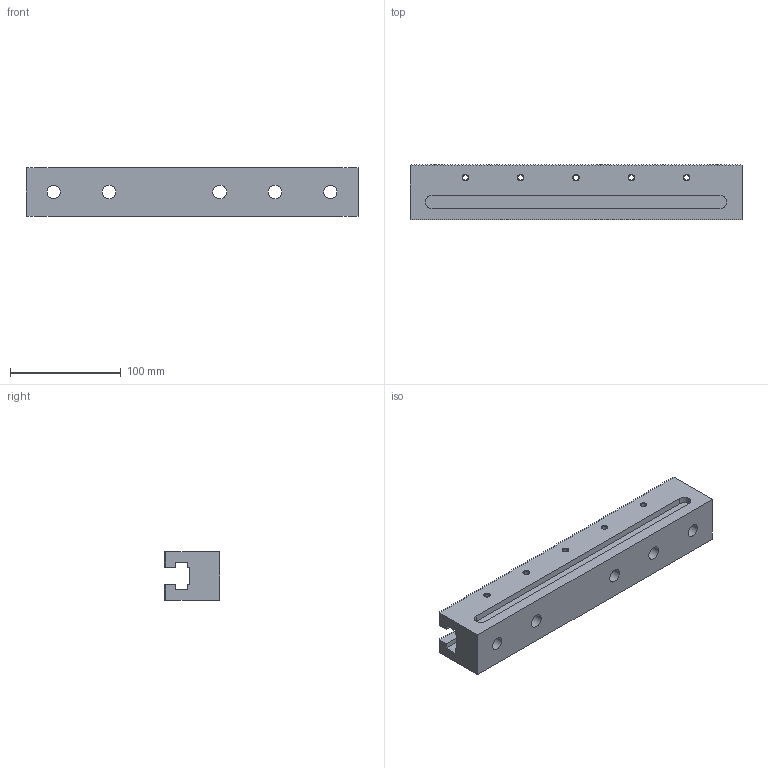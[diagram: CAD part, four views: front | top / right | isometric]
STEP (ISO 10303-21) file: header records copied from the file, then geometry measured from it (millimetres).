
FILE_DESCRIPTION(('STEP AP214'),'1');
FILE_NAME('HALDERV_EH_1585_300.stp','2017-08-30T11:17:27',('TraceParts'),('TraceParts S.A.'),'Spatial InterOp 3D',' ',' ');
FILE_SCHEMA(('automotive_design'));
Length unit declared in the file: millimetre
Products named in the file (1): HALDERV_EH_1585_300
Bounding box: 300 x 50 x 44 mm (x, y, z)
Volume: 443384.1 mm3; surface area: 94773.1 mm2
Topology: 1 solids, 1 shells, 620 faces, 1858 edges, 1232 vertices
Faces by surface type: plane 542, cylinder 58, cone 20
Entity records: 25724 total; most frequent: ORIENTED_EDGE 3716, CARTESIAN_POINT 3711, DIRECTION 3366, EDGE_CURVE 1858, LINE 1592, VECTOR 1592, VERTEX_POINT 1232, AXIS2_PLACEMENT_3D 887
